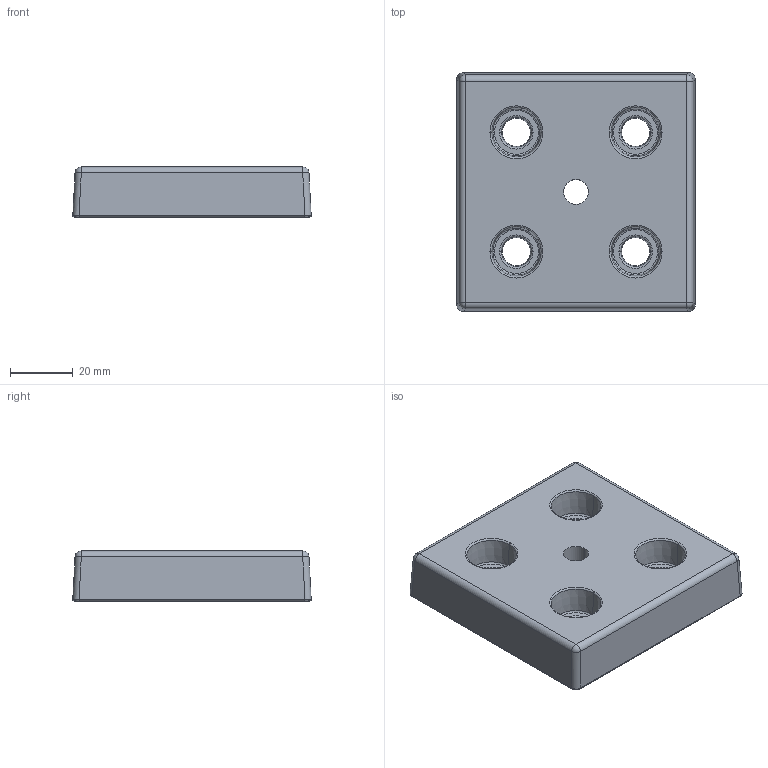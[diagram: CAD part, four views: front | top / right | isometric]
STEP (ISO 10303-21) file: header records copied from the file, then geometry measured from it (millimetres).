
FILE_DESCRIPTION (( 'STEP AP203' ), '1' );
FILE_NAME ('161043.step', '2022-01-27T15:30:37', ( '' ), ( '' ), 'SwSTEP 2.0', 'SolidWorks 2021', '' );
FILE_SCHEMA (( 'CONFIG_CONTROL_DESIGN' ));
Length unit declared in the file: millimetre
Products named in the file (1): 161043
Bounding box: 76.15 x 76.15 x 16 mm (x, y, z)
Volume: 40849.2 mm3; surface area: 25765.4 mm2
Topology: 1 solids, 1 shells, 548 faces, 1276 edges, 664 vertices
Faces by surface type: bspline 140, torus 120, cylinder 91, sphere 90, cone 57, plane 50
Entity records: 17463 total; most frequent: CARTESIAN_POINT 6065, DIRECTION 2450, ORIENTED_EDGE 2404, EDGE_CURVE 1202, AXIS2_PLACEMENT_3D 1123, CIRCLE 714, VERTEX_POINT 664, EDGE_LOOP 566
